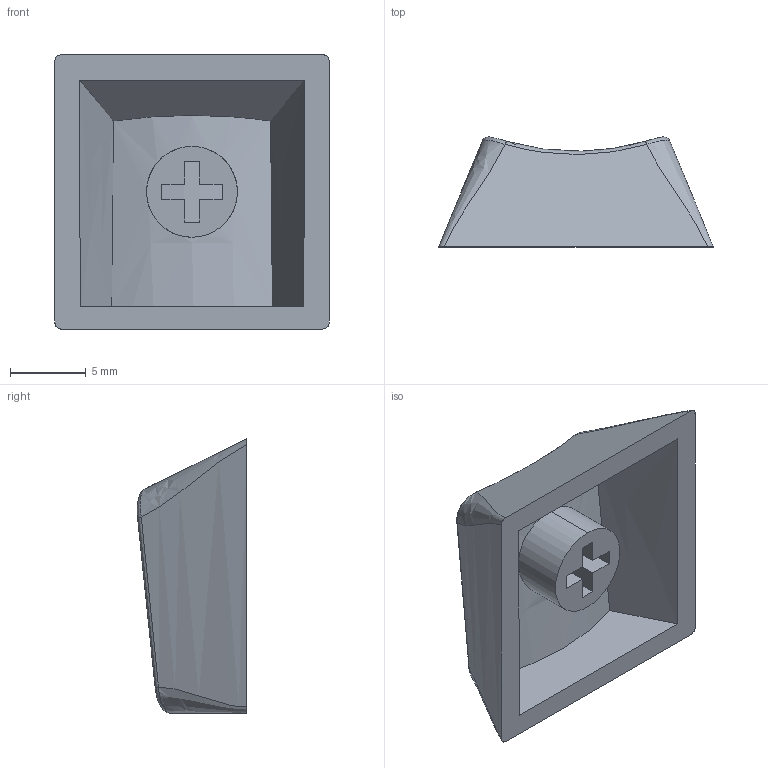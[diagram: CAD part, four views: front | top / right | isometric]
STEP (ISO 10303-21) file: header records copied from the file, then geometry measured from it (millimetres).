
FILE_DESCRIPTION (( 'STEP AP203' ), '1' );
FILE_NAME ('r3_100_sculpted.STEP', '2018-04-18T20:21:43', ( '' ), ( '' ), 'SwSTEP 2.0', 'SolidWorks 2017', '' );
FILE_SCHEMA (( 'CONFIG_CONTROL_DESIGN' ));
Length unit declared in the file: millimetre
Products named in the file (1): r3_100_sculpted
Bounding box: 18.1 x 7.24 x 18.1 mm (x, y, z)
Volume: 819.7 mm3; surface area: 1221.6 mm2
Topology: 1 solids, 1 shells, 39 faces, 94 edges, 60 vertices
Faces by surface type: bspline 19, plane 18, cylinder 2
Entity records: 2567 total; most frequent: CARTESIAN_POINT 1767, ORIENTED_EDGE 188, EDGE_CURVE 94, DIRECTION 78, VERTEX_POINT 60, B_SPLINE_CURVE_WITH_KNOTS 60, EDGE_LOOP 42, FACE_OUTER_BOUND 39
